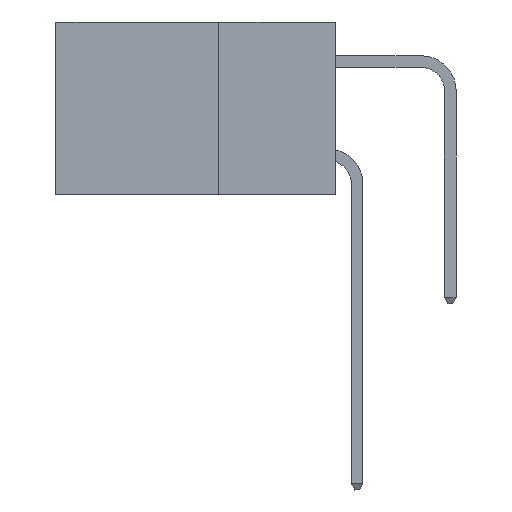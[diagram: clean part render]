
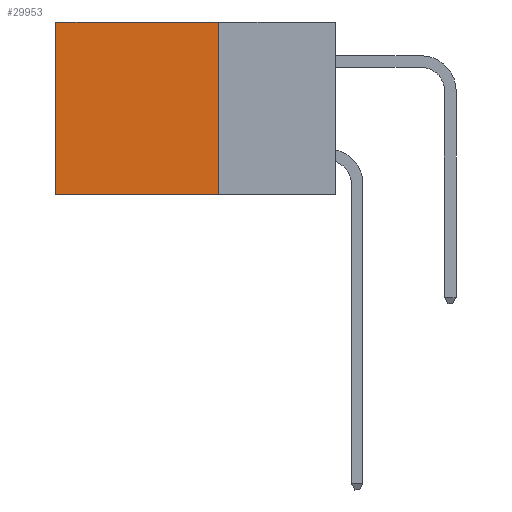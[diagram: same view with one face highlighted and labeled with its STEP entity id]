
A CAD part, left-side view. The second image highlights one B-rep face of the part: STEP entity #29953.
In plain terms, the highlighted planar face has unit normal (-1, 0, 0).
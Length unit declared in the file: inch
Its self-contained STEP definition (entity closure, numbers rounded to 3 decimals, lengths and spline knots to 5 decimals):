
#606 = PLANE ( 'NONE',  #34606 ) ;
#1209 = DIRECTION ( 'NONE',  ( 0., 0., -1. ) ) ;
#1907 = ORIENTED_EDGE ( 'NONE', *, *, #3893, .F. ) ;
#2559 = DIRECTION ( 'NONE',  ( 0., 1., 0. ) ) ;
#2734 = CARTESIAN_POINT ( 'NONE',  ( 0.2875, 0.6, 0. ) ) ;
#2795 = CARTESIAN_POINT ( 'NONE',  ( 0.2875, 0.25, -0.37 ) ) ;
#3893 = EDGE_CURVE ( 'NONE', #32191, #32545, #6346, .T. ) ;
#4761 = EDGE_CURVE ( 'NONE', #24465, #32545, #7181, .T. ) ;
#5990 = ORIENTED_EDGE ( 'NONE', *, *, #4761, .T. ) ;
#6001 = CARTESIAN_POINT ( 'NONE',  ( 0.2875, 0.25, 0. ) ) ;
#6346 = LINE ( 'NONE', #2795, #36070 ) ;
#7181 = LINE ( 'NONE', #28467, #10179 ) ;
#10179 = VECTOR ( 'NONE', #21959, 39.37008 ) ;
#12418 = ORIENTED_EDGE ( 'NONE', *, *, #26973, .F. ) ;
#15435 = CARTESIAN_POINT ( 'NONE',  ( 0.2875, 0.25, 0. ) ) ;
#16218 = FACE_OUTER_BOUND ( 'NONE', #18983, .T. ) ;
#17182 = CARTESIAN_POINT ( 'NONE',  ( 0.2875, 0.25, 0. ) ) ;
#18040 = DIRECTION ( 'NONE',  ( 0., 0., -1. ) ) ;
#18983 = EDGE_LOOP ( 'NONE', ( #5990, #1907, #12418, #28876 ) ) ;
#20447 = EDGE_CURVE ( 'NONE', #33012, #24465, #20532, .T. ) ;
#20532 = LINE ( 'NONE', #17182, #35101 ) ;
#21959 = DIRECTION ( 'NONE',  ( 0., 0., -1. ) ) ;
#24465 = VERTEX_POINT ( 'NONE', #2734 ) ;
#25052 = CARTESIAN_POINT ( 'NONE',  ( 0.2875, 0.25, 0. ) ) ;
#26873 = DIRECTION ( 'NONE',  ( 0., 1., 0. ) ) ;
#26973 = EDGE_CURVE ( 'NONE', #33012, #32191, #32972, .T. ) ;
#28246 = DIRECTION ( 'NONE',  ( 1., 0., 0. ) ) ;
#28467 = CARTESIAN_POINT ( 'NONE',  ( 0.2875, 0.6, 0. ) ) ;
#28876 = ORIENTED_EDGE ( 'NONE', *, *, #20447, .T. ) ;
#29953 = ADVANCED_FACE ( 'NONE', ( #16218 ), #606, .F. ) ;
#32191 = VERTEX_POINT ( 'NONE', #34231 ) ;
#32545 = VERTEX_POINT ( 'NONE', #33587 ) ;
#32972 = LINE ( 'NONE', #6001, #38257 ) ;
#33012 = VERTEX_POINT ( 'NONE', #25052 ) ;
#33587 = CARTESIAN_POINT ( 'NONE',  ( 0.2875, 0.6, -0.37 ) ) ;
#34231 = CARTESIAN_POINT ( 'NONE',  ( 0.2875, 0.25, -0.37 ) ) ;
#34606 = AXIS2_PLACEMENT_3D ( 'NONE', #15435, #28246, #1209 ) ;
#35101 = VECTOR ( 'NONE', #2559, 39.37008 ) ;
#36070 = VECTOR ( 'NONE', #26873, 39.37008 ) ;
#38257 = VECTOR ( 'NONE', #18040, 39.37008 ) ;
